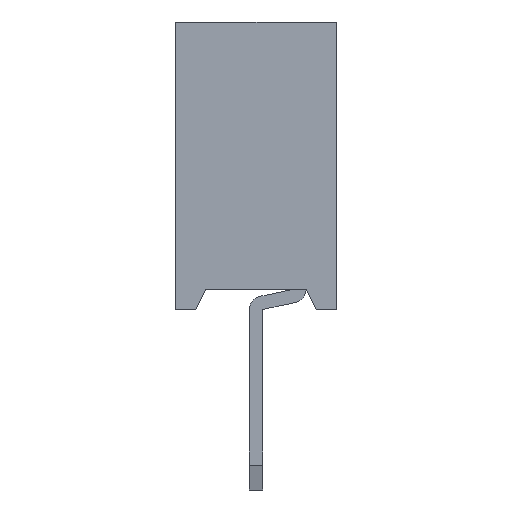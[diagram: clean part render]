
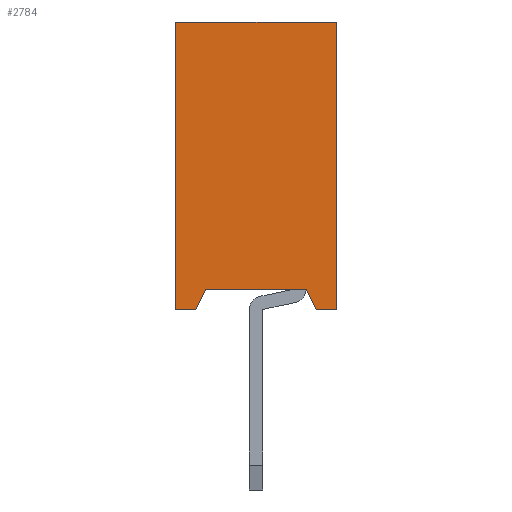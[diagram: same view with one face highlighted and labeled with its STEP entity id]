
A CAD part, left-side view. The second image highlights one B-rep face of the part: STEP entity #2784.
In plain terms, the highlighted planar face has unit normal (-1, 0, 0).
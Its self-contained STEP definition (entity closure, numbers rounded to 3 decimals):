
#2784=ADVANCED_FACE('',(#18750),#18752,.T.);
#18750=FACE_BOUND('',#18751,.T.);
#18751=EDGE_LOOP('',(#30689,#30690,#30691,#30692,#30693,#30694,#30695,#30696));
#18752=PLANE('',#18753);
#18753=AXIS2_PLACEMENT_3D('',#18754,#18755,#18756);
#18754=CARTESIAN_POINT('',(-1.,1.2,0.));
#18755=DIRECTION('',(-1.,0.,0.));
#18756=DIRECTION('',(0.,-1.,0.));
#30689=ORIENTED_EDGE('',*,*,#39774,.T.);
#30690=ORIENTED_EDGE('',*,*,#39319,.T.);
#30691=ORIENTED_EDGE('',*,*,#39775,.T.);
#30692=ORIENTED_EDGE('',*,*,#39776,.T.);
#30693=ORIENTED_EDGE('',*,*,#39777,.T.);
#30694=ORIENTED_EDGE('',*,*,#39778,.F.);
#30695=ORIENTED_EDGE('',*,*,#39779,.F.);
#30696=ORIENTED_EDGE('',*,*,#39725,.T.);
#39319=EDGE_CURVE('',#44236,#44234,#44237,.T.);
#39725=EDGE_CURVE('',#45010,#45008,#45011,.T.);
#39774=EDGE_CURVE('',#45008,#44236,#45066,.F.);
#39775=EDGE_CURVE('',#44234,#45067,#45068,.F.);
#39776=EDGE_CURVE('',#45067,#45069,#45070,.T.);
#39777=EDGE_CURVE('',#45069,#45071,#45072,.T.);
#39778=EDGE_CURVE('',#45073,#45071,#45074,.T.);
#39779=EDGE_CURVE('',#45010,#45073,#45075,.T.);
#44234=VERTEX_POINT('',#52450);
#44236=VERTEX_POINT('',#52454);
#44237=LINE('',#52455,#52456);
#45008=VERTEX_POINT('',#54036);
#45010=VERTEX_POINT('',#54040);
#45011=LINE('',#54041,#54042);
#45066=LINE('',#54194,#54195);
#45067=VERTEX_POINT('',#54197);
#45068=LINE('',#54198,#54199);
#45069=VERTEX_POINT('',#54201);
#45070=LINE('',#54202,#54203);
#45071=VERTEX_POINT('',#54205);
#45072=LINE('',#54206,#54207);
#45073=VERTEX_POINT('',#54209);
#45074=LINE('',#54210,#54211);
#45075=LINE('',#54213,#54214);
#52450=CARTESIAN_POINT('',(-1.,-0.75,0.3));
#52454=CARTESIAN_POINT('',(-1.,0.75,0.3));
#52455=CARTESIAN_POINT('',(-1.,0.75,0.3));
#52456=VECTOR('',#52457,1.);
#52457=DIRECTION('',(0.,-1.,0.));
#54036=CARTESIAN_POINT('',(-1.,0.9,0.));
#54040=CARTESIAN_POINT('',(-1.,1.2,0.));
#54041=CARTESIAN_POINT('',(-1.,1.2,0.));
#54042=VECTOR('',#54043,1.);
#54043=DIRECTION('',(0.,-1.,0.));
#54194=CARTESIAN_POINT('',(-1.,0.75,0.3));
#54195=VECTOR('',#54196,1.);
#54196=DIRECTION('',(0.,0.447,-0.894));
#54197=CARTESIAN_POINT('',(-1.,-0.9,0.));
#54198=CARTESIAN_POINT('',(-1.,-0.9,0.));
#54199=VECTOR('',#54200,1.);
#54200=DIRECTION('',(0.,0.447,0.894));
#54201=CARTESIAN_POINT('',(-1.,-1.2,0.));
#54202=CARTESIAN_POINT('',(-1.,-0.9,0.));
#54203=VECTOR('',#54204,1.);
#54204=DIRECTION('',(0.,-1.,0.));
#54205=CARTESIAN_POINT('',(-1.,-1.2,4.3));
#54206=CARTESIAN_POINT('',(-1.,-1.2,0.));
#54207=VECTOR('',#54208,1.);
#54208=DIRECTION('',(0.,0.,1.));
#54209=CARTESIAN_POINT('',(-1.,1.2,4.3));
#54210=CARTESIAN_POINT('',(-1.,1.2,4.3));
#54211=VECTOR('',#54212,1.);
#54212=DIRECTION('',(0.,-1.,0.));
#54213=CARTESIAN_POINT('',(-1.,1.2,0.));
#54214=VECTOR('',#54215,1.);
#54215=DIRECTION('',(0.,0.,1.));
